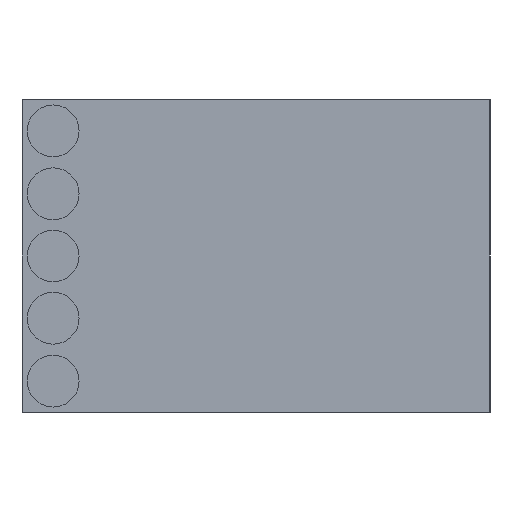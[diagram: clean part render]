
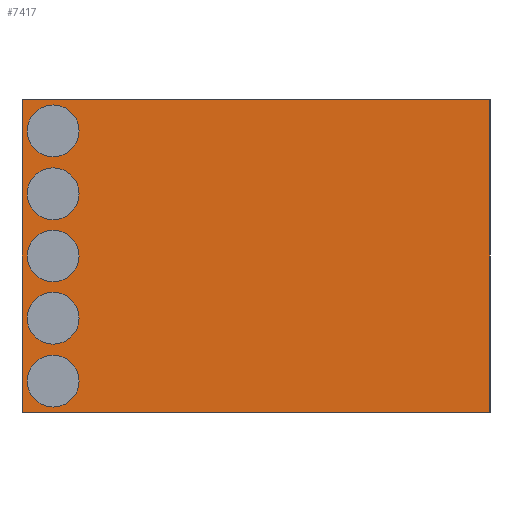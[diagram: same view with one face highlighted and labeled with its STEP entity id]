
A CAD part, left-side view. The second image highlights one B-rep face of the part: STEP entity #7417.
In plain terms, the highlighted planar face has unit normal (-1, 0, 0).
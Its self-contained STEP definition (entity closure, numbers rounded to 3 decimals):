
#152 = EDGE_LOOP ( 'NONE', ( #1449, #9447 ) ) ;
#188 = CARTESIAN_POINT ( 'NONE',  ( -26.25, 7.825, 4.825 ) ) ;
#216 = ORIENTED_EDGE ( 'NONE', *, *, #10631, .T. ) ;
#387 = VERTEX_POINT ( 'NONE', #1889 ) ;
#451 = EDGE_CURVE ( 'NONE', #5675, #3932, #5666, .T. ) ;
#474 = CARTESIAN_POINT ( 'NONE',  ( -26.25, 7.825, 2.4 ) ) ;
#613 = LINE ( 'NONE', #2610, #6913 ) ;
#763 = DIRECTION ( 'NONE',  ( -1., 0., 0. ) ) ;
#786 = CARTESIAN_POINT ( 'NONE',  ( -26.25, 9.025, -6.025 ) ) ;
#808 = CIRCLE ( 'NONE', #11684, 1. ) ;
#814 = CARTESIAN_POINT ( 'NONE',  ( -26.25, 7.825, -4.825 ) ) ;
#819 = CIRCLE ( 'NONE', #4218, 1. ) ;
#822 = VERTEX_POINT ( 'NONE', #9597 ) ;
#987 = AXIS2_PLACEMENT_3D ( 'NONE', #474, #9674, #3461 ) ;
#999 = VERTEX_POINT ( 'NONE', #1501 ) ;
#1403 = CIRCLE ( 'NONE', #12079, 1. ) ;
#1423 = CIRCLE ( 'NONE', #2264, 1. ) ;
#1449 = ORIENTED_EDGE ( 'NONE', *, *, #10852, .F. ) ;
#1501 = CARTESIAN_POINT ( 'NONE',  ( -26.25, 6.825, 2.4 ) ) ;
#1516 = EDGE_LOOP ( 'NONE', ( #8934, #2688 ) ) ;
#1654 = CIRCLE ( 'NONE', #10186, 1. ) ;
#1675 = EDGE_CURVE ( 'NONE', #387, #999, #7798, .T. ) ;
#1782 = ORIENTED_EDGE ( 'NONE', *, *, #6219, .F. ) ;
#1889 = CARTESIAN_POINT ( 'NONE',  ( -26.25, 8.825, 2.4 ) ) ;
#2063 = EDGE_CURVE ( 'NONE', #5229, #5271, #12117, .T. ) ;
#2069 = CARTESIAN_POINT ( 'NONE',  ( -26.25, -9.025, -6.025 ) ) ;
#2117 = DIRECTION ( 'NONE',  ( 0., 1., 0. ) ) ;
#2200 = EDGE_LOOP ( 'NONE', ( #9663, #1782 ) ) ;
#2213 = DIRECTION ( 'NONE',  ( -1., 0., 0. ) ) ;
#2245 = FACE_BOUND ( 'NONE', #152, .T. ) ;
#2264 = AXIS2_PLACEMENT_3D ( 'NONE', #5376, #3297, #7363 ) ;
#2610 = CARTESIAN_POINT ( 'NONE',  ( -26.25, 9.025, 6.025 ) ) ;
#2652 = LINE ( 'NONE', #786, #9323 ) ;
#2688 = ORIENTED_EDGE ( 'NONE', *, *, #451, .F. ) ;
#2902 = VECTOR ( 'NONE', #12245, 1000. ) ;
#3070 = DIRECTION ( 'NONE',  ( 0., 1., 0. ) ) ;
#3095 = CIRCLE ( 'NONE', #12488, 1. ) ;
#3113 = VECTOR ( 'NONE', #12088, 1000. ) ;
#3181 = FACE_BOUND ( 'NONE', #9800, .T. ) ;
#3243 = FACE_BOUND ( 'NONE', #1516, .T. ) ;
#3297 = DIRECTION ( 'NONE',  ( -1., 0., 0. ) ) ;
#3411 = DIRECTION ( 'NONE',  ( -1., 0., 0. ) ) ;
#3461 = DIRECTION ( 'NONE',  ( 0., 1., 0. ) ) ;
#3501 = DIRECTION ( 'NONE',  ( -1., 0., 0. ) ) ;
#3544 = AXIS2_PLACEMENT_3D ( 'NONE', #5191, #6315, #2117 ) ;
#3729 = DIRECTION ( 'NONE',  ( 0., 1., 0. ) ) ;
#3908 = CARTESIAN_POINT ( 'NONE',  ( -26.25, 6.825, 4.825 ) ) ;
#3932 = VERTEX_POINT ( 'NONE', #11563 ) ;
#3955 = AXIS2_PLACEMENT_3D ( 'NONE', #4483, #3411, #8406 ) ;
#3964 = EDGE_CURVE ( 'NONE', #8064, #5229, #613, .T. ) ;
#4038 = ORIENTED_EDGE ( 'NONE', *, *, #9679, .F. ) ;
#4218 = AXIS2_PLACEMENT_3D ( 'NONE', #8570, #3501, #9316 ) ;
#4372 = ORIENTED_EDGE ( 'NONE', *, *, #10802, .F. ) ;
#4483 = CARTESIAN_POINT ( 'NONE',  ( -26.25, 7.825, 0. ) ) ;
#4683 = CARTESIAN_POINT ( 'NONE',  ( -26.25, -9.025, 6.025 ) ) ;
#4724 = VERTEX_POINT ( 'NONE', #3908 ) ;
#4779 = EDGE_CURVE ( 'NONE', #5976, #11823, #3095, .T. ) ;
#5191 = CARTESIAN_POINT ( 'NONE',  ( -26.25, 9.025, 6.025 ) ) ;
#5197 = CARTESIAN_POINT ( 'NONE',  ( -26.25, 8.825, -2.4 ) ) ;
#5227 = CARTESIAN_POINT ( 'NONE',  ( -26.25, 7.825, -2.4 ) ) ;
#5229 = VERTEX_POINT ( 'NONE', #4683 ) ;
#5241 = DIRECTION ( 'NONE',  ( -1., 0., 0. ) ) ;
#5259 = FACE_BOUND ( 'NONE', #12122, .T. ) ;
#5271 = VERTEX_POINT ( 'NONE', #2069 ) ;
#5376 = CARTESIAN_POINT ( 'NONE',  ( -26.25, 7.825, 2.4 ) ) ;
#5666 = CIRCLE ( 'NONE', #3955, 1. ) ;
#5675 = VERTEX_POINT ( 'NONE', #11402 ) ;
#5976 = VERTEX_POINT ( 'NONE', #12702 ) ;
#6141 = CARTESIAN_POINT ( 'NONE',  ( -26.25, 8.825, 4.825 ) ) ;
#6148 = CIRCLE ( 'NONE', #12759, 1. ) ;
#6191 = PLANE ( 'NONE',  #3544 ) ;
#6219 = EDGE_CURVE ( 'NONE', #11823, #5976, #9289, .T. ) ;
#6235 = DIRECTION ( 'NONE',  ( 0., 1., 0. ) ) ;
#6315 = DIRECTION ( 'NONE',  ( 1., 0., 0. ) ) ;
#6404 = EDGE_CURVE ( 'NONE', #3932, #5675, #1403, .T. ) ;
#6485 = VERTEX_POINT ( 'NONE', #5197 ) ;
#6732 = AXIS2_PLACEMENT_3D ( 'NONE', #814, #10153, #3070 ) ;
#6893 = EDGE_CURVE ( 'NONE', #999, #387, #1423, .T. ) ;
#6913 = VECTOR ( 'NONE', #13017, 1000. ) ;
#7024 = CARTESIAN_POINT ( 'NONE',  ( -26.25, -9.025, 6.025 ) ) ;
#7112 = DIRECTION ( 'NONE',  ( -1., 0., 0. ) ) ;
#7302 = EDGE_CURVE ( 'NONE', #8064, #822, #10011, .T. ) ;
#7363 = DIRECTION ( 'NONE',  ( 0., 1., 0. ) ) ;
#7417 = ADVANCED_FACE ( 'NONE', ( #2245, #5259, #3243, #3181, #9259, #8312 ), #6191, .F. ) ;
#7798 = CIRCLE ( 'NONE', #987, 1. ) ;
#8033 = VERTEX_POINT ( 'NONE', #12748 ) ;
#8064 = VERTEX_POINT ( 'NONE', #11950 ) ;
#8312 = FACE_OUTER_BOUND ( 'NONE', #10358, .T. ) ;
#8406 = DIRECTION ( 'NONE',  ( 0., 1., 0. ) ) ;
#8570 = CARTESIAN_POINT ( 'NONE',  ( -26.25, 7.825, -2.4 ) ) ;
#8903 = DIRECTION ( 'NONE',  ( 0., 1., 0. ) ) ;
#8934 = ORIENTED_EDGE ( 'NONE', *, *, #6404, .F. ) ;
#9068 = VERTEX_POINT ( 'NONE', #6141 ) ;
#9104 = ORIENTED_EDGE ( 'NONE', *, *, #7302, .T. ) ;
#9259 = FACE_BOUND ( 'NONE', #2200, .T. ) ;
#9289 = CIRCLE ( 'NONE', #6732, 1. ) ;
#9316 = DIRECTION ( 'NONE',  ( 0., 1., 0. ) ) ;
#9323 = VECTOR ( 'NONE', #10735, 1000. ) ;
#9447 = ORIENTED_EDGE ( 'NONE', *, *, #12678, .F. ) ;
#9597 = CARTESIAN_POINT ( 'NONE',  ( -26.25, 9.025, -6.025 ) ) ;
#9663 = ORIENTED_EDGE ( 'NONE', *, *, #4779, .F. ) ;
#9674 = DIRECTION ( 'NONE',  ( -1., 0., 0. ) ) ;
#9679 = EDGE_CURVE ( 'NONE', #8033, #6485, #1654, .T. ) ;
#9800 = EDGE_LOOP ( 'NONE', ( #4372, #4038 ) ) ;
#9905 = CARTESIAN_POINT ( 'NONE',  ( -26.25, 7.825, 4.825 ) ) ;
#10011 = LINE ( 'NONE', #11015, #3113 ) ;
#10153 = DIRECTION ( 'NONE',  ( -1., 0., 0. ) ) ;
#10175 = DIRECTION ( 'NONE',  ( 0., 1., 0. ) ) ;
#10179 = ORIENTED_EDGE ( 'NONE', *, *, #2063, .F. ) ;
#10186 = AXIS2_PLACEMENT_3D ( 'NONE', #5227, #2213, #10175 ) ;
#10358 = EDGE_LOOP ( 'NONE', ( #216, #10179, #12423, #9104 ) ) ;
#10631 = EDGE_CURVE ( 'NONE', #822, #5271, #2652, .T. ) ;
#10735 = DIRECTION ( 'NONE',  ( 0., -1., 0. ) ) ;
#10802 = EDGE_CURVE ( 'NONE', #6485, #8033, #819, .T. ) ;
#10852 = EDGE_CURVE ( 'NONE', #9068, #4724, #808, .T. ) ;
#10984 = ORIENTED_EDGE ( 'NONE', *, *, #6893, .F. ) ;
#11015 = CARTESIAN_POINT ( 'NONE',  ( -26.25, 9.025, 6.025 ) ) ;
#11199 = DIRECTION ( 'NONE',  ( 0., 1., 0. ) ) ;
#11402 = CARTESIAN_POINT ( 'NONE',  ( -26.25, 6.825, 0. ) ) ;
#11563 = CARTESIAN_POINT ( 'NONE',  ( -26.25, 8.825, 0. ) ) ;
#11684 = AXIS2_PLACEMENT_3D ( 'NONE', #9905, #763, #8903 ) ;
#11823 = VERTEX_POINT ( 'NONE', #12983 ) ;
#11950 = CARTESIAN_POINT ( 'NONE',  ( -26.25, 9.025, 6.025 ) ) ;
#12079 = AXIS2_PLACEMENT_3D ( 'NONE', #12877, #12947, #3729 ) ;
#12088 = DIRECTION ( 'NONE',  ( 0., 0., -1. ) ) ;
#12117 = LINE ( 'NONE', #7024, #2902 ) ;
#12122 = EDGE_LOOP ( 'NONE', ( #13091, #10984 ) ) ;
#12245 = DIRECTION ( 'NONE',  ( 0., 0., -1. ) ) ;
#12423 = ORIENTED_EDGE ( 'NONE', *, *, #3964, .F. ) ;
#12449 = CARTESIAN_POINT ( 'NONE',  ( -26.25, 7.825, -4.825 ) ) ;
#12488 = AXIS2_PLACEMENT_3D ( 'NONE', #12449, #5241, #6235 ) ;
#12678 = EDGE_CURVE ( 'NONE', #4724, #9068, #6148, .T. ) ;
#12702 = CARTESIAN_POINT ( 'NONE',  ( -26.25, 8.825, -4.825 ) ) ;
#12748 = CARTESIAN_POINT ( 'NONE',  ( -26.25, 6.825, -2.4 ) ) ;
#12759 = AXIS2_PLACEMENT_3D ( 'NONE', #188, #7112, #11199 ) ;
#12877 = CARTESIAN_POINT ( 'NONE',  ( -26.25, 7.825, 0. ) ) ;
#12947 = DIRECTION ( 'NONE',  ( -1., 0., 0. ) ) ;
#12983 = CARTESIAN_POINT ( 'NONE',  ( -26.25, 6.825, -4.825 ) ) ;
#13017 = DIRECTION ( 'NONE',  ( 0., -1., 0. ) ) ;
#13091 = ORIENTED_EDGE ( 'NONE', *, *, #1675, .F. ) ;
